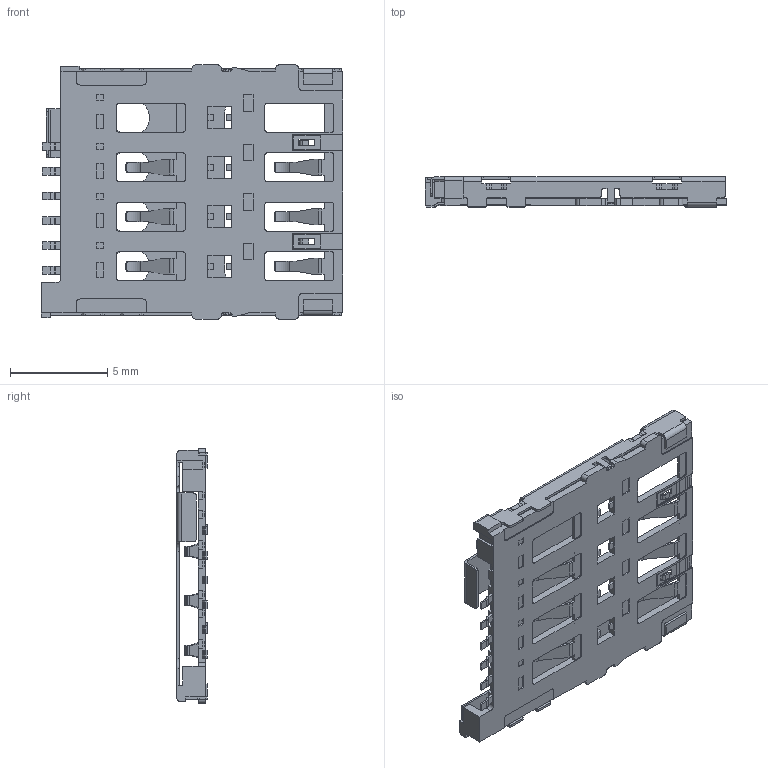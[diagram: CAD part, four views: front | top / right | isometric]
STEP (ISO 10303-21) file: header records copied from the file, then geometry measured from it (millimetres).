
FILE_DESCRIPTION (( 'STEP AP214' ), '1' );
FILE_NAME ('Micro SIM Card Socket, Push-Pull 6P, SMD.STEP', '2023-06-13T03:29:19', ( '' ), ( '' ), 'SwSTEP 2.0', 'SolidWorks 2021', '' );
FILE_SCHEMA (( 'AUTOMOTIVE_DESIGN' ));
Length unit declared in the file: millimetre
Products named in the file (1): Micro SIM Card Socket, Push-Pull 6P, SMD
Bounding box: 15.45 x 1.55 x 13.05 mm (x, y, z)
Volume: 68.1 mm3; surface area: 709.3 mm2
Topology: 34 solids, 34 shells, 1059 faces, 3022 edges, 2005 vertices
Faces by surface type: plane 796, cylinder 263
Entity records: 39389 total; most frequent: CARTESIAN_POINT 6579, ORIENTED_EDGE 6044, DIRECTION 5597, EDGE_CURVE 3022, VECTOR 2503, LINE 2503, VERTEX_POINT 2005, AXIS2_PLACEMENT_3D 1547
